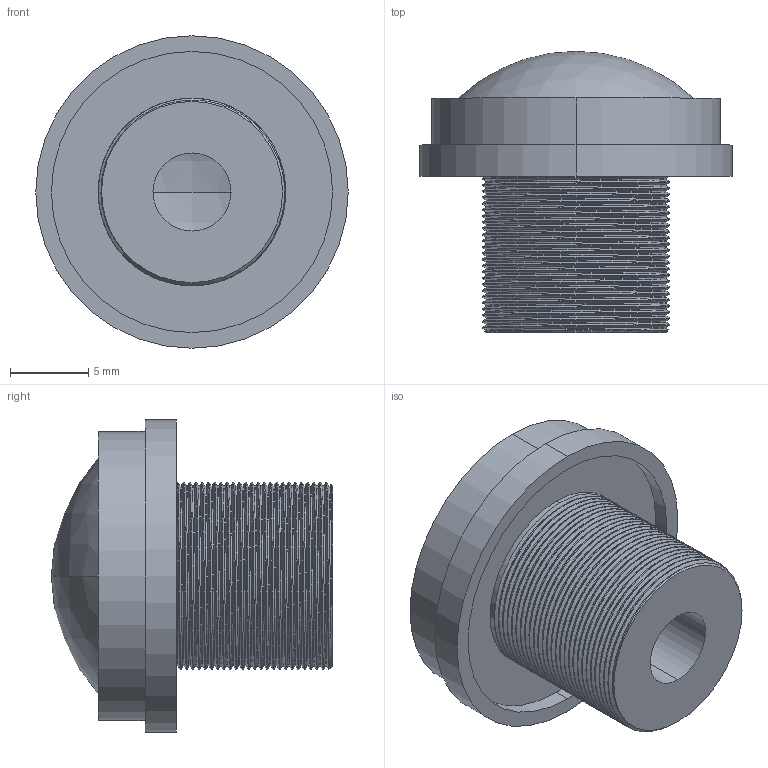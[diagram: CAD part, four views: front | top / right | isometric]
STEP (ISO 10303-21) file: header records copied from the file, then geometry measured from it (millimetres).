
FILE_DESCRIPTION (( 'STEP AP214' ), '1' );
FILE_NAME ('赶桉噩芛.STEP', '2022-01-13T03:42:16', ( '' ), ( '' ), 'SwSTEP 2.0', 'SolidWorks 2021', '' );
FILE_SCHEMA (( 'AUTOMOTIVE_DESIGN' ));
Length unit declared in the file: millimetre
Products named in the file (1): 赶桉噩芛
Bounding box: 20 x 18 x 20 mm (x, y, z)
Volume: 1929.6 mm3; surface area: 2270.5 mm2
Topology: 2 solids, 2 shells, 86 faces, 227 edges, 151 vertices
Faces by surface type: cylinder 67, plane 10, sphere 4, bspline 3, cone 2
Entity records: 5869 total; most frequent: CARTESIAN_POINT 4005, ORIENTED_EDGE 454, DIRECTION 316, EDGE_CURVE 227, VERTEX_POINT 151, AXIS2_PLACEMENT_3D 122, EDGE_LOOP 94, ADVANCED_FACE 86
